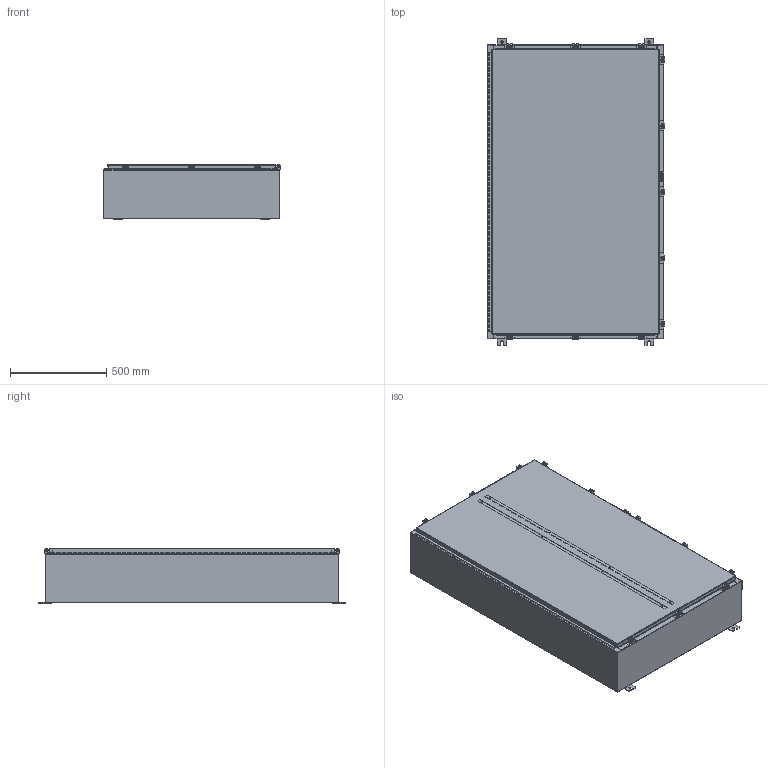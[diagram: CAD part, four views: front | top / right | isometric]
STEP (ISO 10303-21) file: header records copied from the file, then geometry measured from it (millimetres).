
FILE_DESCRIPTION (( 'STEP AP203' ), '1' );
FILE_NAME ('N60H3610SSWP.STEP', '2014-01-22T20:43:12', ( 'changeme' ), ( 'Microsoft' ), 'SwSTEP 2.0', 'SolidWorks 2013', '' );
FILE_SCHEMA (( 'CONFIG_CONTROL_DESIGN' ));
Length unit declared in the file: inch
Products named in the file (21): N60H3610SSWP Clamp Assembly; N60H3610SSWP Door Stiffener; N60H3610SSWP Standard Clamps; N60H3610SSWP Padlock Staple; N60H3610SSWP Cover; N60H3610SSWP Padlock Hasp; N60H3610SSWP Backpanel; N60H3610SSWP Body; N60H3610SSWP Enclosure Stiffener; N60H3610SSWP Mounting Studs; N60H3610SSWP Bottom; N60H3610SSWP Clamp Bracket; N60H3610SSWP Hinge Enclosure Side2; N60H3610SSWP Top; N60H3610SSWP 22101002; N60H3610SSWP Hinge Cover Side; N60H3610SSWP; N60H3610SSWP 22104005_DEFAULT; N60H3610SSWP 125 Pin Hinge; N60H3610SSWP Clamp Top; N60H3610SSWP Mounting Feet
Assembly tree (42 placements, depth 4):
  N60H3610SSWP
    N60H3610SSWP Backpanel
    N60H3610SSWP Mounting Studs  x8
    N60H3610SSWP 125 Pin Hinge
      N60H3610SSWP Hinge Enclosure Side2
      N60H3610SSWP Hinge Cover Side
    N60H3610SSWP Mounting Feet  x4
    N60H3610SSWP Door Stiffener
    N60H3610SSWP Padlock Staple
    N60H3610SSWP Padlock Hasp
    N60H3610SSWP Enclosure Stiffener  x2
    N60H3610SSWP Standard Clamps  x11
      N60H3610SSWP Clamp Bracket
      N60H3610SSWP Clamp Assembly
        N60H3610SSWP 22101002  x2
        N60H3610SSWP 22104005_DEFAULT
        N60H3610SSWP Clamp Top
    N60H3610SSWP Cover
    N60H3610SSWP Body
    N60H3610SSWP Bottom
    N60H3610SSWP Top
Bounding box: 919.75 x 1587.5 x 289.27 mm (x, y, z)
Volume: 12575116.1 mm3; surface area: 12312106.4 mm2
Topology: 79 solids, 79 shells, 3408 faces, 8622 edges, 5418 vertices
Faces by surface type: plane 1766, cylinder 1466, torus 86, cone 82, bspline 8
Entity records: 63015 total; most frequent: DIRECTION 10832, CARTESIAN_POINT 10797, ORIENTED_EDGE 10144, EDGE_CURVE 5072, AXIS2_PLACEMENT_3D 3789, VECTOR 3254, LINE 3254, VERTEX_POINT 3132
